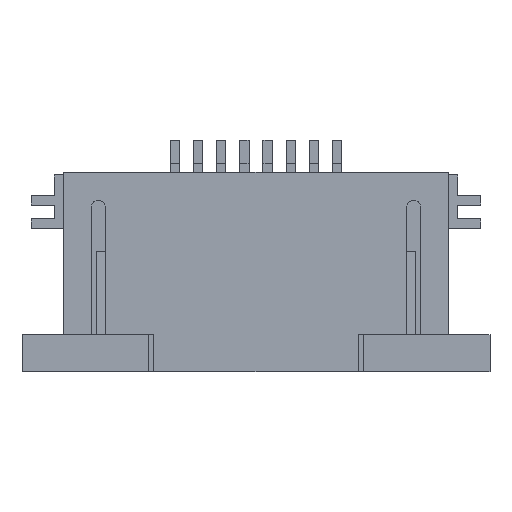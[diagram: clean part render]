
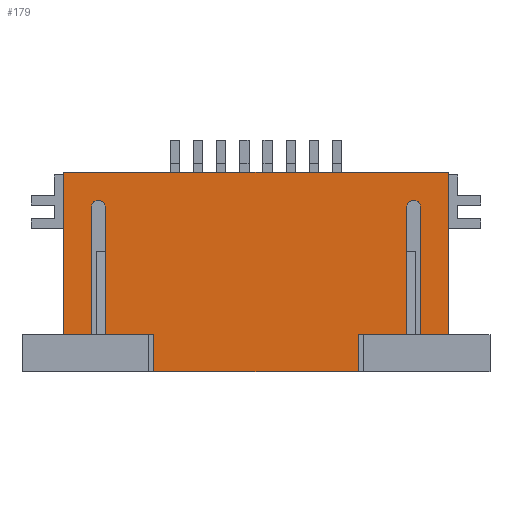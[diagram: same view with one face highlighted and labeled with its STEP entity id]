
A CAD part, top view. The second image highlights one B-rep face of the part: STEP entity #179.
In plain terms, the highlighted planar face has unit normal (0, 0, 1).
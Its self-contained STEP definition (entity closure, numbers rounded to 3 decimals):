
#179=ADVANCED_FACE('',(#599),#600,.T.);
#599=FACE_OUTER_BOUND('',#1186,.T.);
#600=PLANE('',#1187);
#1186=EDGE_LOOP('',(#2789,#2790,#2791,#2792,#2793,#2794,#2795,#2796,#2797,#2798,#2799,#2800,#2801,#2802,#2803,#2804,#2805,#2806));
#1187=AXIS2_PLACEMENT_3D('',#2807,#2808,#2809);
#2789=ORIENTED_EDGE('',*,*,#4517,.F.);
#2790=ORIENTED_EDGE('',*,*,#4701,.F.);
#2791=ORIENTED_EDGE('',*,*,#4702,.F.);
#2792=ORIENTED_EDGE('',*,*,#4166,.F.);
#2793=ORIENTED_EDGE('',*,*,#4596,.F.);
#2794=ORIENTED_EDGE('',*,*,#4703,.T.);
#2795=ORIENTED_EDGE('',*,*,#4587,.T.);
#2796=ORIENTED_EDGE('',*,*,#4225,.F.);
#2797=ORIENTED_EDGE('',*,*,#4704,.F.);
#2798=ORIENTED_EDGE('',*,*,#4705,.F.);
#2799=ORIENTED_EDGE('',*,*,#4706,.F.);
#2800=ORIENTED_EDGE('',*,*,#4204,.F.);
#2801=ORIENTED_EDGE('',*,*,#4598,.F.);
#2802=ORIENTED_EDGE('',*,*,#4707,.T.);
#2803=ORIENTED_EDGE('',*,*,#4708,.T.);
#2804=ORIENTED_EDGE('',*,*,#4709,.T.);
#2805=ORIENTED_EDGE('',*,*,#4602,.F.);
#2806=ORIENTED_EDGE('',*,*,#4173,.F.);
#2807=CARTESIAN_POINT('',(4.15,3.5,1.9));
#2808=DIRECTION('',(0.,0.0,1.0));
#2809=DIRECTION('',(1.0,-0.0,0.));
#4166=EDGE_CURVE('',#5075,#5077,#5078,.T.);
#4173=EDGE_CURVE('',#5088,#5091,#5092,.T.);
#4204=EDGE_CURVE('',#5152,#5153,#5154,.T.);
#4225=EDGE_CURVE('',#5193,#5195,#5196,.T.);
#4517=EDGE_CURVE('',#5674,#5088,#5676,.T.);
#4587=EDGE_CURVE('',#5798,#5195,#5799,.T.);
#4596=EDGE_CURVE('',#5813,#5075,#5815,.T.);
#4598=EDGE_CURVE('',#5817,#5152,#5818,.T.);
#4602=EDGE_CURVE('',#5091,#5824,#5825,.T.);
#4701=EDGE_CURVE('',#6000,#5674,#6001,.T.);
#4702=EDGE_CURVE('',#5077,#6000,#6002,.T.);
#4703=EDGE_CURVE('',#5813,#5798,#6003,.T.);
#4704=EDGE_CURVE('',#6004,#5193,#6005,.T.);
#4705=EDGE_CURVE('',#6006,#6004,#6007,.T.);
#4706=EDGE_CURVE('',#5153,#6006,#6008,.T.);
#4707=EDGE_CURVE('',#5817,#6009,#6010,.T.);
#4708=EDGE_CURVE('',#6009,#6011,#6012,.T.);
#4709=EDGE_CURVE('',#6011,#5824,#6013,.T.);
#5075=VERTEX_POINT('',#6550);
#5077=VERTEX_POINT('',#6553);
#5078=LINE('',#6554,#6555);
#5088=VERTEX_POINT('',#6570);
#5091=VERTEX_POINT('',#6574);
#5092=LINE('',#6575,#6576);
#5152=VERTEX_POINT('',#6666);
#5153=VERTEX_POINT('',#6667);
#5154=LINE('',#6668,#6669);
#5193=VERTEX_POINT('',#6727);
#5195=VERTEX_POINT('',#6730);
#5196=LINE('',#6731,#6732);
#5674=VERTEX_POINT('',#7484);
#5676=LINE('',#7487,#7488);
#5798=VERTEX_POINT('',#7677);
#5799=LINE('',#7678,#7679);
#5813=VERTEX_POINT('',#7700);
#5815=LINE('',#7703,#7704);
#5817=VERTEX_POINT('',#7707);
#5818=LINE('',#7708,#7709);
#5824=VERTEX_POINT('',#7718);
#5825=LINE('',#7719,#7720);
#6000=VERTEX_POINT('',#7991);
#6001=CIRCLE('',#7992,0.15);
#6002=LINE('',#7993,#7994);
#6003=LINE('',#7995,#7996);
#6004=VERTEX_POINT('',#7997);
#6005=LINE('',#7998,#7999);
#6006=VERTEX_POINT('',#8000);
#6007=CIRCLE('',#8001,0.15);
#6008=LINE('',#8002,#8003);
#6009=VERTEX_POINT('',#8004);
#6010=LINE('',#8005,#8006);
#6011=VERTEX_POINT('',#8007);
#6012=LINE('',#8008,#8009);
#6013=LINE('',#8010,#8011);
#6550=CARTESIAN_POINT('',(4.15,0.0,1.9));
#6553=CARTESIAN_POINT('',(3.55,0.0,1.9));
#6554=CARTESIAN_POINT('',(4.15,0.0,1.9));
#6555=VECTOR('',#8810,1.0);
#6570=CARTESIAN_POINT('',(3.25,0.0,1.9));
#6574=CARTESIAN_POINT('',(2.325,0.0,1.9));
#6575=CARTESIAN_POINT('',(4.15,0.0,1.9));
#6576=VECTOR('',#8817,1.0);
#6666=CARTESIAN_POINT('',(-2.325,0.0,1.9));
#6667=CARTESIAN_POINT('',(-3.25,0.,1.9));
#6668=CARTESIAN_POINT('',(4.15,0.0,1.9));
#6669=VECTOR('',#8848,1.0);
#6727=CARTESIAN_POINT('',(-3.55,0.0,1.9));
#6730=CARTESIAN_POINT('',(-4.15,0.0,1.9));
#6731=CARTESIAN_POINT('',(4.15,0.0,1.9));
#6732=VECTOR('',#8869,1.0);
#7484=CARTESIAN_POINT('',(3.25,2.75,1.9));
#7487=CARTESIAN_POINT('',(3.25,2.75,1.9));
#7488=VECTOR('',#9193,1.0);
#7677=CARTESIAN_POINT('',(-4.15,3.5,1.9));
#7678=CARTESIAN_POINT('',(-4.15,3.5,1.9));
#7679=VECTOR('',#9267,1.0);
#7700=CARTESIAN_POINT('',(4.15,3.5,1.9));
#7703=CARTESIAN_POINT('',(4.15,3.5,1.9));
#7704=VECTOR('',#9276,1.0);
#7707=CARTESIAN_POINT('',(-2.207,0.,1.9));
#7708=CARTESIAN_POINT('',(4.15,0.0,1.9));
#7709=VECTOR('',#9278,1.0);
#7718=CARTESIAN_POINT('',(2.207,0.,1.9));
#7719=CARTESIAN_POINT('',(4.15,0.0,1.9));
#7720=VECTOR('',#9282,1.0);
#7991=CARTESIAN_POINT('',(3.55,2.75,1.9));
#7992=AXIS2_PLACEMENT_3D('',#9385,#9386,#9387);
#7993=CARTESIAN_POINT('',(3.55,0.,1.9));
#7994=VECTOR('',#9388,1.0);
#7995=CARTESIAN_POINT('',(4.15,3.5,1.9));
#7996=VECTOR('',#9389,1.0);
#7997=CARTESIAN_POINT('',(-3.55,2.75,1.9));
#7998=CARTESIAN_POINT('',(-3.55,2.75,1.9));
#7999=VECTOR('',#9390,1.0);
#8000=CARTESIAN_POINT('',(-3.25,2.75,1.9));
#8001=AXIS2_PLACEMENT_3D('',#9391,#9392,#9393);
#8002=CARTESIAN_POINT('',(-3.25,0.,1.9));
#8003=VECTOR('',#9394,1.0);
#8004=CARTESIAN_POINT('',(-2.207,-0.8,1.9));
#8005=CARTESIAN_POINT('',(-2.207,0.,1.9));
#8006=VECTOR('',#9395,1.0);
#8007=CARTESIAN_POINT('',(2.207,-0.8,1.9));
#8008=CARTESIAN_POINT('',(-2.207,-0.8,1.9));
#8009=VECTOR('',#9396,1.0);
#8010=CARTESIAN_POINT('',(2.207,-0.8,1.9));
#8011=VECTOR('',#9397,1.0);
#8810=DIRECTION('',(-1.0,0.0,0.));
#8817=DIRECTION('',(-1.0,0.0,0.));
#8848=DIRECTION('',(-1.0,0.0,0.));
#8869=DIRECTION('',(-1.0,0.0,0.));
#9193=DIRECTION('',(0.,-1.0,0.));
#9267=DIRECTION('',(0.0,-1.0,0.0));
#9276=DIRECTION('',(0.0,-1.0,0.0));
#9278=DIRECTION('',(-1.0,0.0,0.));
#9282=DIRECTION('',(-1.0,0.0,0.));
#9385=CARTESIAN_POINT('',(3.4,2.75,1.9));
#9386=DIRECTION('',(-0.0,0.0,1.0));
#9387=DIRECTION('',(1.0,0.0,0.0));
#9388=DIRECTION('',(0.,1.0,0.));
#9389=DIRECTION('',(-1.0,0.0,0.));
#9390=DIRECTION('',(0.,-1.0,0.));
#9391=CARTESIAN_POINT('',(-3.4,2.75,1.9));
#9392=DIRECTION('',(-0.0,0.0,1.0));
#9393=DIRECTION('',(1.0,0.0,0.0));
#9394=DIRECTION('',(0.,1.0,0.));
#9395=DIRECTION('',(0.,-1.0,0.0));
#9396=DIRECTION('',(1.0,0.,0.0));
#9397=DIRECTION('',(0.,1.0,0.0));
